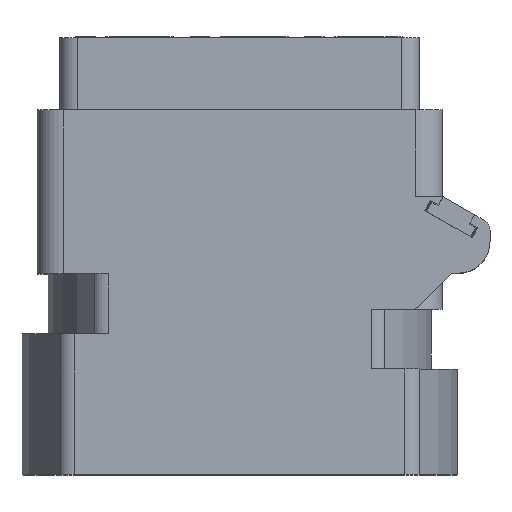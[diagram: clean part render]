
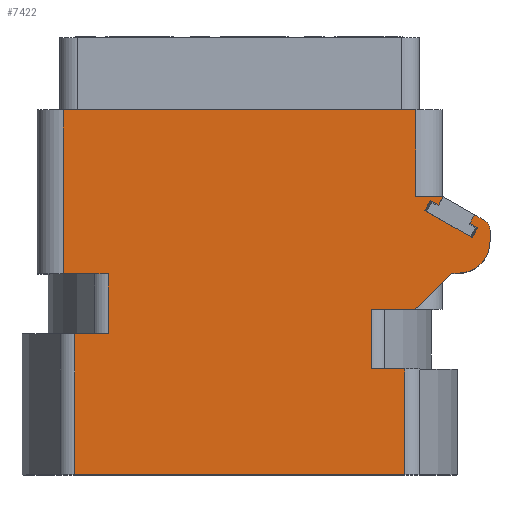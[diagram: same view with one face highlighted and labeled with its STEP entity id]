
A CAD part, top view. The second image highlights one B-rep face of the part: STEP entity #7422.
In plain terms, the highlighted planar face has unit normal (0, 0, 1).
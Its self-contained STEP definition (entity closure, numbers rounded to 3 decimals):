
#136=DIRECTION('',(0.866,-0.5,0.));
#137=VECTOR('',#136,0.525);
#138=CARTESIAN_POINT('',(10.825,15.563,7.5));
#139=LINE('',#138,#137);
#140=DIRECTION('',(0.866,-0.5,0.));
#141=VECTOR('',#140,3.1);
#142=CARTESIAN_POINT('',(10.5,15.,7.5));
#143=LINE('',#142,#141);
#144=DIRECTION('',(0.866,-0.5,0.));
#145=VECTOR('',#144,0.525);
#146=CARTESIAN_POINT('',(13.055,14.275,7.5));
#147=LINE('',#146,#145);
#148=DIRECTION('',(0.5,0.866,0.));
#149=VECTOR('',#148,0.55);
#150=CARTESIAN_POINT('',(13.055,14.275,7.5));
#151=LINE('',#150,#149);
#152=DIRECTION('',(0.866,-0.5,0.));
#153=VECTOR('',#152,0.629);
#154=CARTESIAN_POINT('',(13.33,14.752,7.5));
#155=LINE('',#154,#153);
#156=CARTESIAN_POINT('',(13.55,13.874,7.5));
#157=DIRECTION('',(0.,0.,1.));
#158=DIRECTION('',(1.,0.,0.));
#159=AXIS2_PLACEMENT_3D('',#156,#157,#158);
#161=DIRECTION('',(0.,-1.,0.));
#162=VECTOR('',#161,0.637);
#163=CARTESIAN_POINT('',(14.2,13.874,7.5));
#164=LINE('',#163,#162);
#165=CARTESIAN_POINT('',(12.4,13.237,7.5));
#166=DIRECTION('',(0.,0.,1.));
#167=DIRECTION('',(0.,-1.,0.));
#168=AXIS2_PLACEMENT_3D('',#165,#166,#167);
#170=DIRECTION('',(-1.,0.,0.));
#171=VECTOR('',#170,0.368);
#172=CARTESIAN_POINT('',(12.4,11.437,7.5));
#173=LINE('',#172,#171);
#174=DIRECTION('',(1.,0.,0.));
#175=VECTOR('',#174,18.731);
#176=CARTESIAN_POINT('',(-9.365,0.,7.5));
#177=LINE('',#176,#175);
#178=DIRECTION('',(-1.,0.,0.));
#179=VECTOR('',#178,20.);
#180=CARTESIAN_POINT('',(10.,20.7,7.5));
#181=LINE('',#180,#179);
#182=DIRECTION('',(0.,-1.,0.));
#183=VECTOR('',#182,4.892);
#184=CARTESIAN_POINT('',(10.,20.7,7.5));
#185=LINE('',#184,#183);
#186=DIRECTION('',(1.,0.,0.));
#187=VECTOR('',#186,1.5);
#188=CARTESIAN_POINT('',(10.,15.808,7.5));
#189=LINE('',#188,#187);
#190=DIRECTION('',(0.866,-0.5,0.));
#191=VECTOR('',#190,0.063);
#192=CARTESIAN_POINT('',(11.5,15.808,7.5));
#193=LINE('',#192,#191);
#194=DIRECTION('',(-0.5,-0.866,0.));
#195=VECTOR('',#194,0.55);
#196=CARTESIAN_POINT('',(11.555,15.777,7.5));
#197=LINE('',#196,#195);
#242=DIRECTION('',(-0.5,-0.866,0.));
#243=VECTOR('',#242,0.65);
#244=CARTESIAN_POINT('',(13.51,14.013,7.5));
#245=LINE('',#244,#243);
#254=DIRECTION('',(0.5,0.866,0.));
#255=VECTOR('',#254,0.65);
#256=CARTESIAN_POINT('',(10.5,15.,7.5));
#257=LINE('',#256,#255);
#290=DIRECTION('',(0.707,0.707,0.));
#291=VECTOR('',#290,2.874);
#292=CARTESIAN_POINT('',(10.,9.405,7.5));
#293=LINE('',#292,#291);
#353=DIRECTION('',(1.,0.,0.));
#354=VECTOR('',#353,2.533);
#355=CARTESIAN_POINT('',(7.467,9.4,7.5));
#356=LINE('',#355,#354);
#393=DIRECTION('',(-1.,0.,0.));
#394=VECTOR('',#393,1.898);
#395=CARTESIAN_POINT('',(9.365,6.,7.5));
#396=LINE('',#395,#394);
#397=DIRECTION('',(0.,1.,0.));
#398=VECTOR('',#397,3.4);
#399=CARTESIAN_POINT('',(7.467,6.,7.5));
#400=LINE('',#399,#398);
#443=DIRECTION('',(0.,1.,0.));
#444=VECTOR('',#443,6.);
#445=CARTESIAN_POINT('',(9.365,0.,7.5));
#446=LINE('',#445,#444);
#488=DIRECTION('',(-1.,0.,0.));
#489=VECTOR('',#488,1.898);
#490=CARTESIAN_POINT('',(-7.467,8.,7.5));
#491=LINE('',#490,#489);
#528=DIRECTION('',(1.,0.,0.));
#529=VECTOR('',#528,2.533);
#530=CARTESIAN_POINT('',(-10.,11.4,7.5));
#531=LINE('',#530,#529);
#532=DIRECTION('',(0.,-1.,0.));
#533=VECTOR('',#532,3.4);
#534=CARTESIAN_POINT('',(-7.467,11.4,7.5));
#535=LINE('',#534,#533);
#622=DIRECTION('',(0.,-1.,0.));
#623=VECTOR('',#622,9.3);
#624=CARTESIAN_POINT('',(-10.,20.7,7.5));
#625=LINE('',#624,#623);
#5436=DIRECTION('',(0.,-1.,0.));
#5437=VECTOR('',#5436,8.);
#5438=CARTESIAN_POINT('',(-9.365,8.,7.5));
#5439=LINE('',#5438,#5437);
#5454=DIRECTION('',(0.,1.,0.));
#5455=VECTOR('',#5454,0.005);
#5456=CARTESIAN_POINT('',(10.,9.4,7.5));
#5457=LINE('',#5456,#5455);
#5537=CARTESIAN_POINT('',(14.2,13.874,7.5));
#5538=CARTESIAN_POINT('',(13.875,14.437,7.5));
#5539=VERTEX_POINT('',#5537);
#5540=VERTEX_POINT('',#5538);
#5545=CARTESIAN_POINT('',(13.33,14.752,7.5));
#5546=VERTEX_POINT('',#5545);
#5553=CARTESIAN_POINT('',(-10.,20.7,7.5));
#5554=CARTESIAN_POINT('',(-10.,11.4,7.5));
#5555=VERTEX_POINT('',#5553);
#5556=VERTEX_POINT('',#5554);
#5569=CARTESIAN_POINT('',(10.,9.4,7.5));
#5570=CARTESIAN_POINT('',(10.,9.405,7.5));
#5571=VERTEX_POINT('',#5569);
#5572=VERTEX_POINT('',#5570);
#5585=CARTESIAN_POINT('',(12.032,11.437,7.5));
#5586=VERTEX_POINT('',#5585);
#5589=CARTESIAN_POINT('',(7.467,6.,7.5));
#5590=CARTESIAN_POINT('',(7.467,9.4,7.5));
#5591=VERTEX_POINT('',#5589);
#5592=VERTEX_POINT('',#5590);
#5597=CARTESIAN_POINT('',(9.365,0.,7.5));
#5598=CARTESIAN_POINT('',(9.365,6.,7.5));
#5599=VERTEX_POINT('',#5597);
#5600=VERTEX_POINT('',#5598);
#5621=CARTESIAN_POINT('',(-9.365,8.,7.5));
#5622=CARTESIAN_POINT('',(-9.365,0.,7.5));
#5623=VERTEX_POINT('',#5621);
#5624=VERTEX_POINT('',#5622);
#5629=CARTESIAN_POINT('',(-7.467,11.4,7.5));
#5630=CARTESIAN_POINT('',(-7.467,8.,7.5));
#5631=VERTEX_POINT('',#5629);
#5632=VERTEX_POINT('',#5630);
#5659=CARTESIAN_POINT('',(10.,15.808,7.5));
#5660=CARTESIAN_POINT('',(11.5,15.808,7.5));
#5661=VERTEX_POINT('',#5659);
#5662=VERTEX_POINT('',#5660);
#5663=CARTESIAN_POINT('',(10.,20.7,7.5));
#5664=VERTEX_POINT('',#5663);
#5745=CARTESIAN_POINT('',(12.4,11.437,7.5));
#5746=CARTESIAN_POINT('',(14.2,13.237,7.5));
#5747=VERTEX_POINT('',#5745);
#5748=VERTEX_POINT('',#5746);
#5753=CARTESIAN_POINT('',(11.555,15.777,7.5));
#5754=VERTEX_POINT('',#5753);
#5757=CARTESIAN_POINT('',(10.5,15.,7.5));
#5759=VERTEX_POINT('',#5757);
#5762=CARTESIAN_POINT('',(13.185,13.45,7.5));
#5764=VERTEX_POINT('',#5762);
#5773=CARTESIAN_POINT('',(10.825,15.563,7.5));
#5774=CARTESIAN_POINT('',(11.28,15.3,7.5));
#5775=VERTEX_POINT('',#5773);
#5776=VERTEX_POINT('',#5774);
#5777=CARTESIAN_POINT('',(13.055,14.275,7.5));
#5778=CARTESIAN_POINT('',(13.51,14.013,7.5));
#5779=VERTEX_POINT('',#5777);
#5780=VERTEX_POINT('',#5778);
#7362=CARTESIAN_POINT('',(0.,0.,7.5));
#7363=DIRECTION('',(0.,0.,1.));
#7364=DIRECTION('',(1.,0.,0.));
#7365=AXIS2_PLACEMENT_3D('',#7362,#7363,#7364);
#7366=PLANE('',#7365);
#7368=ORIENTED_EDGE('',*,*,#7367,.F.);
#7370=ORIENTED_EDGE('',*,*,#7369,.F.);
#7372=ORIENTED_EDGE('',*,*,#7371,.T.);
#7374=ORIENTED_EDGE('',*,*,#7373,.F.);
#7376=ORIENTED_EDGE('',*,*,#7375,.F.);
#7378=ORIENTED_EDGE('',*,*,#7377,.T.);
#7379=ORIENTED_EDGE('',*,*,#7290,.T.);
#7381=ORIENTED_EDGE('',*,*,#7380,.F.);
#7383=ORIENTED_EDGE('',*,*,#7382,.T.);
#7385=ORIENTED_EDGE('',*,*,#7384,.F.);
#7387=ORIENTED_EDGE('',*,*,#7386,.T.);
#7389=ORIENTED_EDGE('',*,*,#7388,.F.);
#7391=ORIENTED_EDGE('',*,*,#7390,.F.);
#7393=ORIENTED_EDGE('',*,*,#7392,.F.);
#7395=ORIENTED_EDGE('',*,*,#7394,.F.);
#7397=ORIENTED_EDGE('',*,*,#7396,.F.);
#7399=ORIENTED_EDGE('',*,*,#7398,.F.);
#7401=ORIENTED_EDGE('',*,*,#7400,.F.);
#7403=ORIENTED_EDGE('',*,*,#7402,.F.);
#7405=ORIENTED_EDGE('',*,*,#7404,.F.);
#7407=ORIENTED_EDGE('',*,*,#7406,.F.);
#7409=ORIENTED_EDGE('',*,*,#7408,.F.);
#7411=ORIENTED_EDGE('',*,*,#7410,.F.);
#7413=ORIENTED_EDGE('',*,*,#7412,.F.);
#7414=ORIENTED_EDGE('',*,*,#7352,.T.);
#7416=ORIENTED_EDGE('',*,*,#7415,.T.);
#7417=ORIENTED_EDGE('',*,*,#7298,.T.);
#7419=ORIENTED_EDGE('',*,*,#7418,.T.);
#7420=EDGE_LOOP('',(#7368,#7370,#7372,#7374,#7376,#7378,#7379,#7381,#7383,#7385,
#7387,#7389,#7391,#7393,#7395,#7397,#7399,#7401,#7403,#7405,#7407,#7409,#7411,
#7413,#7414,#7416,#7417,#7419));
#7421=FACE_OUTER_BOUND('',#7420,.F.);
#7422=ADVANCED_FACE('',(#7421),#7366,.T.);
#160=CIRCLE('',#159,0.65);
#169=CIRCLE('',#168,1.8);
#7290=EDGE_CURVE('',#5546,#5540,#155,.T.);
#7298=EDGE_CURVE('',#5662,#5754,#193,.T.);
#7352=EDGE_CURVE('',#5664,#5661,#185,.T.);
#7367=EDGE_CURVE('',#5775,#5776,#139,.T.);
#7369=EDGE_CURVE('',#5759,#5775,#257,.T.);
#7371=EDGE_CURVE('',#5759,#5764,#143,.T.);
#7373=EDGE_CURVE('',#5780,#5764,#245,.T.);
#7375=EDGE_CURVE('',#5779,#5780,#147,.T.);
#7377=EDGE_CURVE('',#5779,#5546,#151,.T.);
#7380=EDGE_CURVE('',#5539,#5540,#160,.T.);
#7382=EDGE_CURVE('',#5539,#5748,#164,.T.);
#7384=EDGE_CURVE('',#5747,#5748,#169,.T.);
#7386=EDGE_CURVE('',#5747,#5586,#173,.T.);
#7388=EDGE_CURVE('',#5572,#5586,#293,.T.);
#7390=EDGE_CURVE('',#5571,#5572,#5457,.T.);
#7392=EDGE_CURVE('',#5592,#5571,#356,.T.);
#7394=EDGE_CURVE('',#5591,#5592,#400,.T.);
#7396=EDGE_CURVE('',#5600,#5591,#396,.T.);
#7398=EDGE_CURVE('',#5599,#5600,#446,.T.);
#7400=EDGE_CURVE('',#5624,#5599,#177,.T.);
#7402=EDGE_CURVE('',#5623,#5624,#5439,.T.);
#7404=EDGE_CURVE('',#5632,#5623,#491,.T.);
#7406=EDGE_CURVE('',#5631,#5632,#535,.T.);
#7408=EDGE_CURVE('',#5556,#5631,#531,.T.);
#7410=EDGE_CURVE('',#5555,#5556,#625,.T.);
#7412=EDGE_CURVE('',#5664,#5555,#181,.T.);
#7415=EDGE_CURVE('',#5661,#5662,#189,.T.);
#7418=EDGE_CURVE('',#5754,#5776,#197,.T.);
